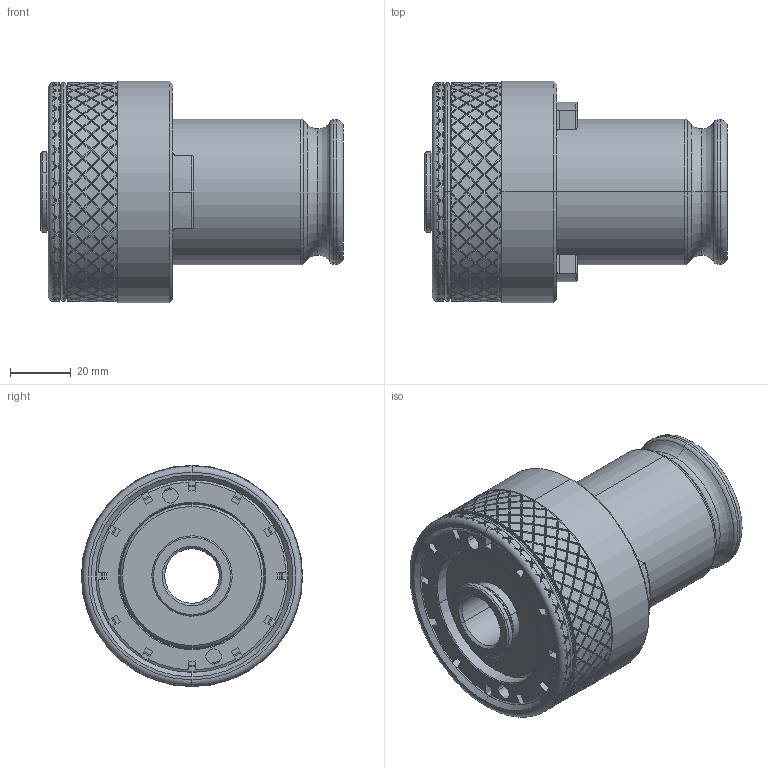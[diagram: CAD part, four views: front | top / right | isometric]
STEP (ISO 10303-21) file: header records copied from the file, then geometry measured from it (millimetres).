
FILE_DESCRIPTION (( 'STEP AP203' ), '1' );
FILE_NAME ('63-S.16.13.2218145.STEP', '2019-04-16T05:51:52', ( 'Acer' ), ( '' ), 'SwSTEP 2.0', 'SolidWorks 2018', '' );
FILE_SCHEMA (( 'CONFIG_CONTROL_DESIGN' ));
Length unit declared in the file: millimetre
Products named in the file (1): 63-S.16.13.2218145
Bounding box: 99.94 x 73 x 73 mm (x, y, z)
Surface area: 43150.1 mm2 (no closed solid volume)
Topology: 0 solids, 11 shells, 1842 faces, 4280 edges, 2401 vertices
Faces by surface type: bspline 1280, cylinder 450, plane 42, cone 35, torus 31, sphere 4
Entity records: 72473 total; most frequent: CARTESIAN_POINT 46168, ORIENTED_EDGE 8245, EDGE_CURVE 4268, VERTEX_POINT 2395, DIRECTION 2367, EDGE_LOOP 1857, FACE_OUTER_BOUND 1842, ADVANCED_FACE 1842
